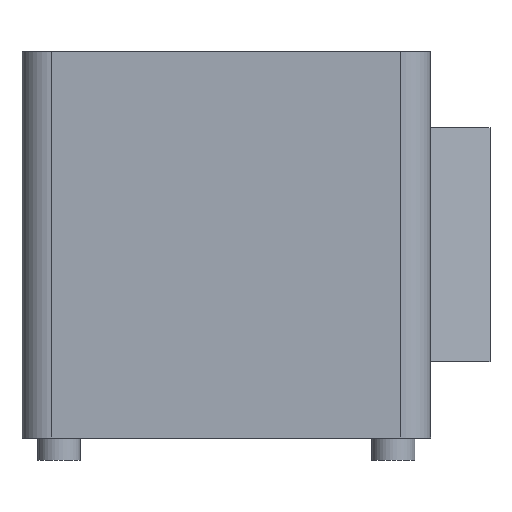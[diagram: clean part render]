
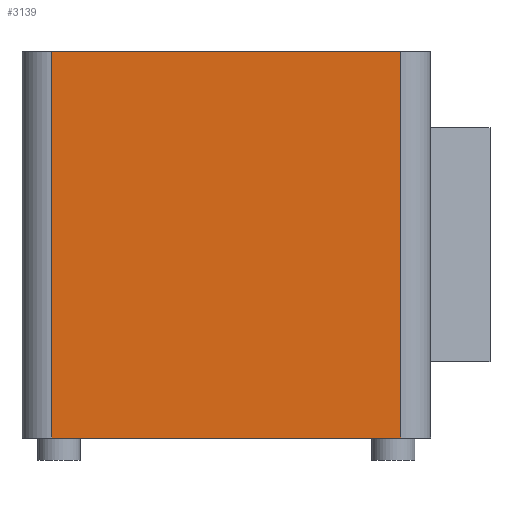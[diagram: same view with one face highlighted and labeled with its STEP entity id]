
A CAD part, left-side view. The second image highlights one B-rep face of the part: STEP entity #3139.
In plain terms, the highlighted planar face has unit normal (-1, 0, 0).
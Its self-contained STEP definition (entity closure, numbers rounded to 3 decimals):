
#462=FACE_OUTER_BOUND('',#688,.T.);
#688=EDGE_LOOP('',(#2162,#2163,#2164,#2165));
#970=LINE('',#4841,#1168);
#971=LINE('',#4843,#1169);
#972=LINE('',#4845,#1170);
#973=LINE('',#4846,#1171);
#1168=VECTOR('',#3928,52.);
#1169=VECTOR('',#3929,47.);
#1170=VECTOR('',#3930,52.);
#1171=VECTOR('',#3931,47.);
#1385=VERTEX_POINT('',#4839);
#1386=VERTEX_POINT('',#4840);
#1387=VERTEX_POINT('',#4842);
#1388=VERTEX_POINT('',#4844);
#1695=EDGE_CURVE('',#1385,#1386,#970,.T.);
#1696=EDGE_CURVE('',#1385,#1387,#971,.T.);
#1697=EDGE_CURVE('',#1388,#1387,#972,.T.);
#1698=EDGE_CURVE('',#1388,#1386,#973,.T.);
#2162=ORIENTED_EDGE('',*,*,#1695,.F.);
#2163=ORIENTED_EDGE('',*,*,#1696,.T.);
#2164=ORIENTED_EDGE('',*,*,#1697,.F.);
#2165=ORIENTED_EDGE('',*,*,#1698,.T.);
#2809=PLANE('',#3394);
#3139=ADVANCED_FACE('',(#462),#2809,.T.);
#3394=AXIS2_PLACEMENT_3D('',#4838,#3926,#3927);
#3926=DIRECTION('center_axis',(-1.,0.,0.));
#3927=DIRECTION('ref_axis',(0.,0.,1.));
#3928=DIRECTION('',(0.,0.,-1.));
#3929=DIRECTION('',(0.,1.,0.));
#3930=DIRECTION('',(0.,0.,1.));
#3931=DIRECTION('',(0.,-1.,0.));
#4838=CARTESIAN_POINT('Origin',(-43.,-27.5,0.));
#4839=CARTESIAN_POINT('',(-43.,-23.5,26.));
#4840=CARTESIAN_POINT('',(-43.,-23.5,-26.));
#4841=CARTESIAN_POINT('',(-43.,-23.5,0.));
#4842=CARTESIAN_POINT('',(-43.,23.5,26.));
#4843=CARTESIAN_POINT('',(-43.,-27.5,26.));
#4844=CARTESIAN_POINT('',(-43.,23.5,-26.));
#4845=CARTESIAN_POINT('',(-43.,23.5,0.));
#4846=CARTESIAN_POINT('',(-43.,-27.5,-26.));
